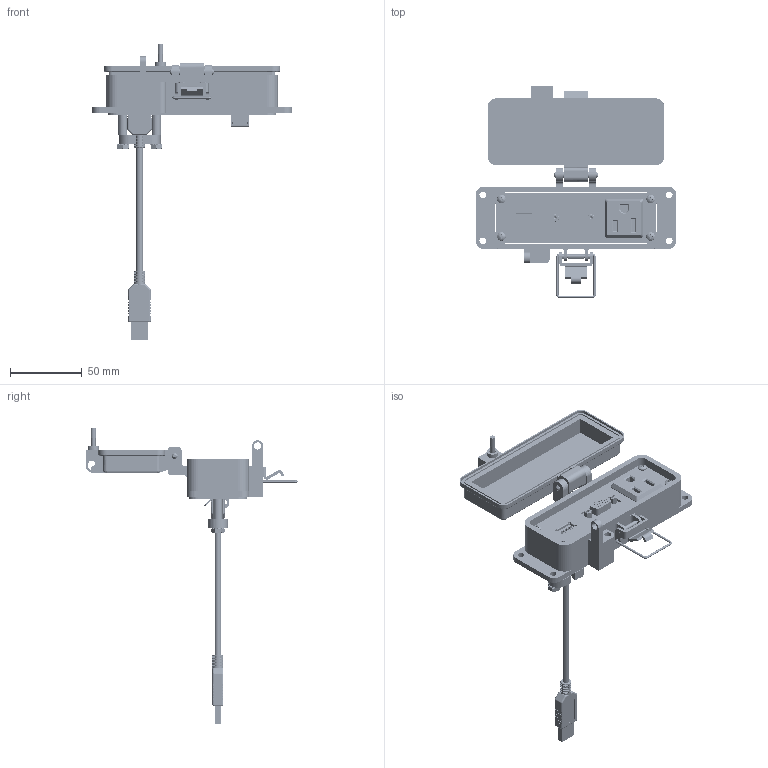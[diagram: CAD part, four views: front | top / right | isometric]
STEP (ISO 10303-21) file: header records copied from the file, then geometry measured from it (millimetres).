
FILE_DESCRIPTION (( 'STEP AP203' ), '1' );
FILE_NAME ('P-P11Q24-H3R0_3D.STEP', '2019-03-26T14:53:06', ( '' ), ( '' ), 'SwSTEP 2.0', 'SolidWorks 2018', '' );
FILE_SCHEMA (( 'CONFIG_CONTROL_DESIGN' ));
Length unit declared in the file: millimetre
Products named in the file (19): Z-H-H3_B; P11; -H3; P-P11Q24-H3R0_TP240_1; P-P11Q24-H3R0_BP240_1; 92005A124_METRIC PAN HEAD PHILLIPS MACHINE SCREW_92005A124; 632FH_1-3_4-IN; P-P11Q24-H3R0_TP060_1; P-P11Q24-H3R0_3D; Z-001-SPR_1-1_4; Z-000-4243316TFP; Z-002-632516HN_90675A007; Z-BULK-DBHV15MF; P-P11Q24-H3R0_FP060_1; Z-001-SPR3_16HX; Z-200-OTLT-R0SQ; Q24; R; Z-020-3047
Assembly tree (26 placements, depth 3):
  P-P11Q24-H3R0_3D
    P-P11Q24-H3R0_BP240_1
    P-P11Q24-H3R0_TP060_1
    Z-000-4243316TFP  x2
    Q24
      Z-BULK-DBHV15MF
      Z-001-SPR3_16HX  x2
    P11
      Z-020-3047
    P-P11Q24-H3R0_TP240_1
    632FH_1-3_4-IN  x2
    Z-001-SPR_1-1_4  x2
    Z-002-632516HN_90675A007  x2
    P-P11Q24-H3R0_FP060_1
    R
      Z-200-OTLT-R0SQ
    -H3
      Z-H-H3_B
    92005A124_METRIC PAN HEAD PHILLIPS MACHINE SCREW_92005A124  x4
Bounding box: 140 x 147.61 x 205.72 mm (x, y, z)
Volume: 127590.3 mm3; surface area: 103900.6 mm2
Topology: 42 solids, 42 shells, 3704 faces, 10329 edges, 6743 vertices
Faces by surface type: cylinder 1732, plane 1453, bspline 288, cone 207, torus 16, sphere 8
Entity records: 103803 total; most frequent: CARTESIAN_POINT 34843, ORIENTED_EDGE 14950, DIRECTION 12740, EDGE_CURVE 7475, VERTEX_POINT 4896, LINE 4402, VECTOR 4402, AXIS2_PLACEMENT_3D 4169
